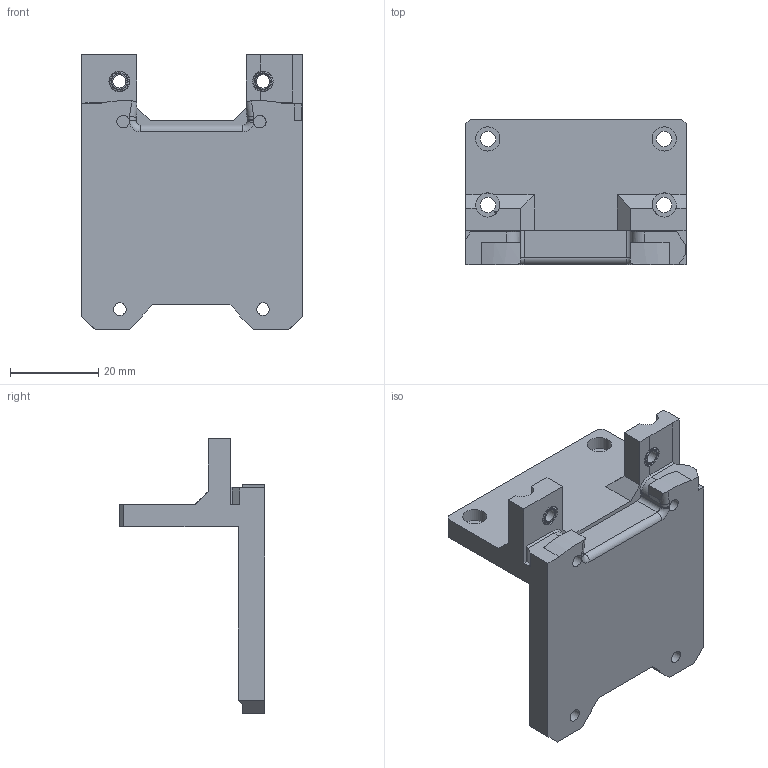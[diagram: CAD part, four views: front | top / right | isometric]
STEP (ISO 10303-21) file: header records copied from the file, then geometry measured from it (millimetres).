
FILE_DESCRIPTION(/* description */ (''),/* implementation_level */ '2;1');
FILE_NAME(/* name */ 'Stealthburner E3S1 Mount.step',/* time_stamp */ '2023-04-19T10:18:04+02:00',/* author */ (''),/* organization */ (''),/* preprocessor_version */ 'ST-DEVELOPER v19.2',/* originating_system */ 'Autodesk Translation Framework v12.4.0.73',/* authorisation */ '');
FILE_SCHEMA (('AUTOMOTIVE_DESIGN { 1 0 10303 214 3 1 1 }'));
Length unit declared in the file: millimetre
Products named in the file (2): Mount; 94459A130_NO THREADS_Heat-Set Inserts for Plastic
Assembly tree (2 placements, depth 2):
  Mount
    94459A130_NO THREADS_Heat-Set Inserts for Plastic  x2
Bounding box: 50 x 33 x 62.38 mm (x, y, z)
Volume: 19837 mm3; surface area: 10663.7 mm2
Topology: 3 solids, 3 shells, 459 faces, 1323 edges, 870 vertices
Faces by surface type: bspline 266, cylinder 86, plane 80, cone 16, torus 11
Full cylindrical faces by diameter (mm): 2.85 x4, 3 x2, 3.5 x4, 3.705 x4, 3.9 x2, 4.7 x2, 5.5 x4
Entity records: 18000 total; most frequent: CARTESIAN_POINT 11495, ORIENTED_EDGE 1622, DIRECTION 1031, EDGE_CURVE 811, VERTEX_POINT 531, AXIS2_PLACEMENT_3D 404, EDGE_LOOP 304, B_SPLINE_CURVE_WITH_KNOTS 286
